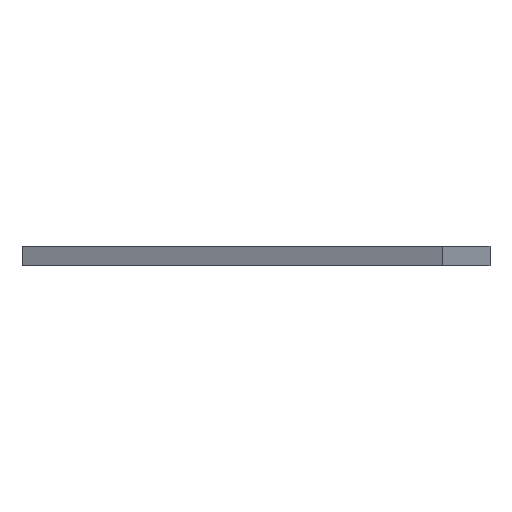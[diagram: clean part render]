
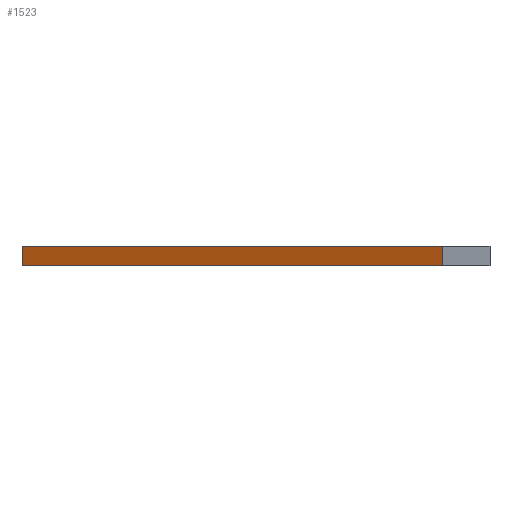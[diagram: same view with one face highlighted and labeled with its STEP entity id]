
A CAD part, left-side view. The second image highlights one B-rep face of the part: STEP entity #1523.
In plain terms, the highlighted face is a extrusion surface.
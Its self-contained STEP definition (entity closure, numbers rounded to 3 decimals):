
#84 = PLANE('',#85);
#85 = AXIS2_PLACEMENT_3D('',#86,#87,#88);
#86 = CARTESIAN_POINT('',(12.878,-10.637,0.5));
#87 = DIRECTION('',(0.,0.,1.));
#88 = DIRECTION('',(1.,0.,0.));
#137 = PLANE('',#138);
#138 = AXIS2_PLACEMENT_3D('',#139,#140,#141);
#139 = CARTESIAN_POINT('',(12.878,-10.637,0.));
#140 = DIRECTION('',(0.,0.,1.));
#141 = DIRECTION('',(1.,0.,0.));
#169 = SURFACE_OF_LINEAR_EXTRUSION('',#170,#173);
#170 = B_SPLINE_CURVE_WITH_KNOTS('',1,(#171,#172),.UNSPECIFIED.,.F.,.F.,
  (2,2),(0.,8.499),.PIECEWISE_BEZIER_KNOTS.);
#171 = CARTESIAN_POINT('',(5.461,0.,0.));
#172 = CARTESIAN_POINT('',(7.859,0.,0.));
#173 = VECTOR('',#174,1.);
#174 = DIRECTION('',(-0.,-0.,-1.));
#262 = SURFACE_OF_LINEAR_EXTRUSION('',#263,#266);
#263 = B_SPLINE_CURVE_WITH_KNOTS('',1,(#264,#265),.UNSPECIFIED.,.F.,.F.,
  (2,2),(0.,9.403),.PIECEWISE_BEZIER_KNOTS.);
#264 = CARTESIAN_POINT('',(2.367,-11.836,0.));
#265 = CARTESIAN_POINT('',(0.,-10.637,0.));
#266 = VECTOR('',#267,1.);
#267 = DIRECTION('',(-0.,-0.,-1.));
#300 = VERTEX_POINT('',#301);
#301 = CARTESIAN_POINT('',(5.461,0.,0.));
#320 = EDGE_CURVE('',#321,#300,#323,.T.);
#321 = VERTEX_POINT('',#322);
#322 = CARTESIAN_POINT('',(0.,-10.637,0.));
#323 = SURFACE_CURVE('',#324,(#327,#333),.PCURVE_S1.);
#324 = B_SPLINE_CURVE_WITH_KNOTS('',1,(#325,#326),.UNSPECIFIED.,.F.,.F.,
  (2,2),(0.,42.366),.PIECEWISE_BEZIER_KNOTS.);
#325 = CARTESIAN_POINT('',(0.,-10.637,0.));
#326 = CARTESIAN_POINT('',(5.461,0.,0.));
#327 = PCURVE('',#137,#328);
#328 = DEFINITIONAL_REPRESENTATION('',(#329),#332);
#329 = B_SPLINE_CURVE_WITH_KNOTS('',1,(#330,#331),.UNSPECIFIED.,.F.,.F.,
  (2,2),(0.,42.366),.PIECEWISE_BEZIER_KNOTS.);
#330 = CARTESIAN_POINT('',(-12.878,0.));
#331 = CARTESIAN_POINT('',(-7.417,10.637));
#332 = ( GEOMETRIC_REPRESENTATION_CONTEXT(2) 
PARAMETRIC_REPRESENTATION_CONTEXT() REPRESENTATION_CONTEXT('2D SPACE',''
  ) );
#333 = PCURVE('',#334,#340);
#334 = SURFACE_OF_LINEAR_EXTRUSION('',#335,#338);
#335 = B_SPLINE_CURVE_WITH_KNOTS('',1,(#336,#337),.UNSPECIFIED.,.F.,.F.,
  (2,2),(0.,42.366),.PIECEWISE_BEZIER_KNOTS.);
#336 = CARTESIAN_POINT('',(0.,-10.637,0.));
#337 = CARTESIAN_POINT('',(5.461,0.,0.));
#338 = VECTOR('',#339,1.);
#339 = DIRECTION('',(-0.,-0.,-1.));
#340 = DEFINITIONAL_REPRESENTATION('',(#341),#345);
#341 = LINE('',#342,#343);
#342 = CARTESIAN_POINT('',(0.,0.));
#343 = VECTOR('',#344,1.);
#344 = DIRECTION('',(1.,0.));
#345 = ( GEOMETRIC_REPRESENTATION_CONTEXT(2) 
PARAMETRIC_REPRESENTATION_CONTEXT() REPRESENTATION_CONTEXT('2D SPACE',''
  ) );
#456 = VERTEX_POINT('',#457);
#457 = CARTESIAN_POINT('',(5.461,0.,0.5));
#476 = EDGE_CURVE('',#477,#456,#479,.T.);
#477 = VERTEX_POINT('',#478);
#478 = CARTESIAN_POINT('',(0.,-10.637,0.5));
#479 = SURFACE_CURVE('',#480,(#483,#489),.PCURVE_S1.);
#480 = B_SPLINE_CURVE_WITH_KNOTS('',1,(#481,#482),.UNSPECIFIED.,.F.,.F.,
  (2,2),(0.,42.366),.PIECEWISE_BEZIER_KNOTS.);
#481 = CARTESIAN_POINT('',(0.,-10.637,0.5));
#482 = CARTESIAN_POINT('',(5.461,0.,0.5));
#483 = PCURVE('',#84,#484);
#484 = DEFINITIONAL_REPRESENTATION('',(#485),#488);
#485 = B_SPLINE_CURVE_WITH_KNOTS('',1,(#486,#487),.UNSPECIFIED.,.F.,.F.,
  (2,2),(0.,42.366),.PIECEWISE_BEZIER_KNOTS.);
#486 = CARTESIAN_POINT('',(-12.878,0.));
#487 = CARTESIAN_POINT('',(-7.417,10.637));
#488 = ( GEOMETRIC_REPRESENTATION_CONTEXT(2) 
PARAMETRIC_REPRESENTATION_CONTEXT() REPRESENTATION_CONTEXT('2D SPACE',''
  ) );
#489 = PCURVE('',#334,#490);
#490 = DEFINITIONAL_REPRESENTATION('',(#491),#495);
#491 = LINE('',#492,#493);
#492 = CARTESIAN_POINT('',(0.,-0.5));
#493 = VECTOR('',#494,1.);
#494 = DIRECTION('',(1.,0.));
#495 = ( GEOMETRIC_REPRESENTATION_CONTEXT(2) 
PARAMETRIC_REPRESENTATION_CONTEXT() REPRESENTATION_CONTEXT('2D SPACE',''
  ) );
#1473 = EDGE_CURVE('',#300,#456,#1474,.T.);
#1474 = SURFACE_CURVE('',#1475,(#1479,#1486),.PCURVE_S1.);
#1475 = LINE('',#1476,#1477);
#1476 = CARTESIAN_POINT('',(5.461,0.,0.));
#1477 = VECTOR('',#1478,1.);
#1478 = DIRECTION('',(0.,0.,1.));
#1479 = PCURVE('',#169,#1480);
#1480 = DEFINITIONAL_REPRESENTATION('',(#1481),#1485);
#1481 = LINE('',#1482,#1483);
#1482 = CARTESIAN_POINT('',(0.,0.));
#1483 = VECTOR('',#1484,1.);
#1484 = DIRECTION('',(0.,-1.));
#1485 = ( GEOMETRIC_REPRESENTATION_CONTEXT(2) 
PARAMETRIC_REPRESENTATION_CONTEXT() REPRESENTATION_CONTEXT('2D SPACE',''
  ) );
#1486 = PCURVE('',#334,#1487);
#1487 = DEFINITIONAL_REPRESENTATION('',(#1488),#1492);
#1488 = LINE('',#1489,#1490);
#1489 = CARTESIAN_POINT('',(42.366,0.));
#1490 = VECTOR('',#1491,1.);
#1491 = DIRECTION('',(0.,-1.));
#1492 = ( GEOMETRIC_REPRESENTATION_CONTEXT(2) 
PARAMETRIC_REPRESENTATION_CONTEXT() REPRESENTATION_CONTEXT('2D SPACE',''
  ) );
#1502 = EDGE_CURVE('',#321,#477,#1503,.T.);
#1503 = SURFACE_CURVE('',#1504,(#1508,#1515),.PCURVE_S1.);
#1504 = LINE('',#1505,#1506);
#1505 = CARTESIAN_POINT('',(0.,-10.637,0.));
#1506 = VECTOR('',#1507,1.);
#1507 = DIRECTION('',(0.,0.,1.));
#1508 = PCURVE('',#262,#1509);
#1509 = DEFINITIONAL_REPRESENTATION('',(#1510),#1514);
#1510 = LINE('',#1511,#1512);
#1511 = CARTESIAN_POINT('',(9.403,0.));
#1512 = VECTOR('',#1513,1.);
#1513 = DIRECTION('',(0.,-1.));
#1514 = ( GEOMETRIC_REPRESENTATION_CONTEXT(2) 
PARAMETRIC_REPRESENTATION_CONTEXT() REPRESENTATION_CONTEXT('2D SPACE',''
  ) );
#1515 = PCURVE('',#334,#1516);
#1516 = DEFINITIONAL_REPRESENTATION('',(#1517),#1521);
#1517 = LINE('',#1518,#1519);
#1518 = CARTESIAN_POINT('',(0.,0.));
#1519 = VECTOR('',#1520,1.);
#1520 = DIRECTION('',(0.,-1.));
#1521 = ( GEOMETRIC_REPRESENTATION_CONTEXT(2) 
PARAMETRIC_REPRESENTATION_CONTEXT() REPRESENTATION_CONTEXT('2D SPACE',''
  ) );
#1523 = ADVANCED_FACE('',(#1524),#334,.T.);
#1524 = FACE_BOUND('',#1525,.T.);
#1525 = EDGE_LOOP('',(#1526,#1527,#1528,#1529));
#1526 = ORIENTED_EDGE('',*,*,#1502,.T.);
#1527 = ORIENTED_EDGE('',*,*,#476,.T.);
#1528 = ORIENTED_EDGE('',*,*,#1473,.F.);
#1529 = ORIENTED_EDGE('',*,*,#320,.F.);
